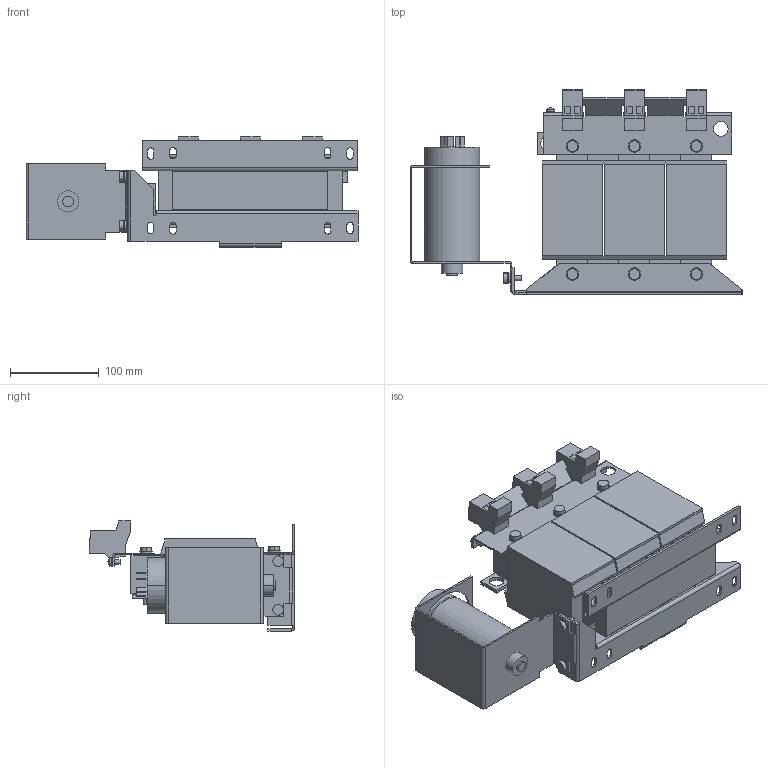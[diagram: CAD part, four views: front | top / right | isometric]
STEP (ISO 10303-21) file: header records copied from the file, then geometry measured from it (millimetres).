
FILE_DESCRIPTION (( 'STEP AP214' ), '1' );
FILE_NAME ('347522.STEP', '2021-08-04T11:00:57', ( '' ), ( '' ), 'SwSTEP 2.0', 'SolidWorks 2018', '' );
FILE_SCHEMA (( 'AUTOMOTIVE_DESIGN' ));
Length unit declared in the file: millimetre
Products named in the file (1): 347522
Bounding box: 375 x 231.6 x 124.3 mm (x, y, z)
Volume: 3039794.7 mm3; surface area: 364581 mm2
Topology: 1 solids, 1 shells, 653 faces, 1721 edges, 1095 vertices
Faces by surface type: plane 505, cylinder 144, sphere 2, torus 2
Entity records: 19967 total; most frequent: CARTESIAN_POINT 3470, ORIENTED_EDGE 3442, DIRECTION 3323, EDGE_CURVE 1721, LINE 1427, VECTOR 1427, VERTEX_POINT 1095, AXIS2_PLACEMENT_3D 948
